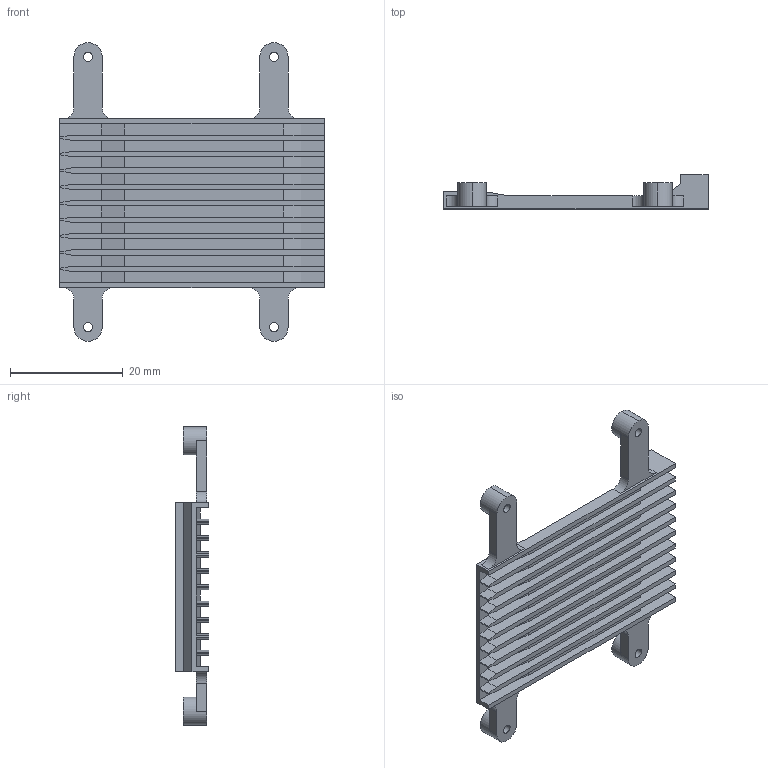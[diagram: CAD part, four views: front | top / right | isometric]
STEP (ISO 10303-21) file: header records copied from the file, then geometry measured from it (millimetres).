
FILE_DESCRIPTION (( 'STEP AP214' ), '1' );
FILE_NAME ('Heatsink V2.STEP', '2022-07-11T01:40:16', ( '' ), ( '' ), 'SwSTEP 2.0', 'SolidWorks 2021', '' );
FILE_SCHEMA (( 'AUTOMOTIVE_DESIGN' ));
Length unit declared in the file: millimetre
Products named in the file (1): Heatsink V2
Bounding box: 46.9 x 6 x 53 mm (x, y, z)
Volume: 2665.5 mm3; surface area: 6054.2 mm2
Topology: 1 solids, 1 shells, 161 faces, 471 edges, 314 vertices
Faces by surface type: plane 137, cylinder 24
Entity records: 5331 total; most frequent: CARTESIAN_POINT 947, ORIENTED_EDGE 942, DIRECTION 851, EDGE_CURVE 471, VECTOR 415, LINE 415, VERTEX_POINT 314, AXIS2_PLACEMENT_3D 218
